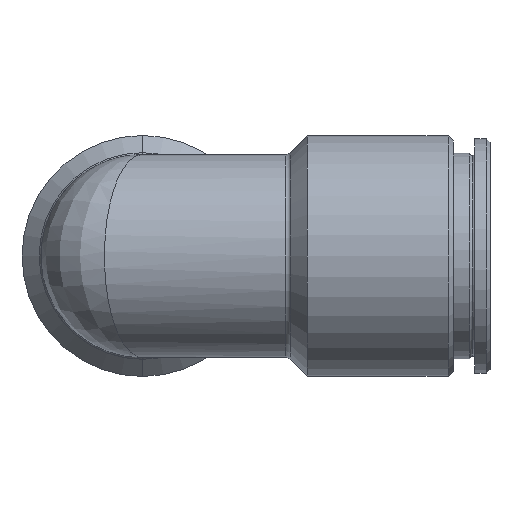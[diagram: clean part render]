
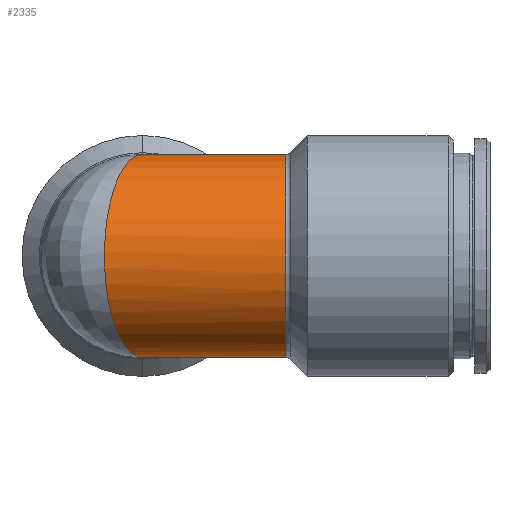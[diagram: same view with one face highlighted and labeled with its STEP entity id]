
A CAD part, left-side view. The second image highlights one B-rep face of the part: STEP entity #2335.
In plain terms, the highlighted cylindrical face has radius 8 mm (diameter 16 mm), a partial arc.
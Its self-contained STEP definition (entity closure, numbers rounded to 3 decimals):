
#3 = EDGE_CURVE ( 'NONE', #36, #2634, #10, .T. ) ;
#7 = DIRECTION ( 'NONE',  ( 0., -1., 0. ) ) ;
#8 = VECTOR ( 'NONE', #7, 1000. ) ;
#9 = CARTESIAN_POINT ( 'NONE',  ( 0., 22.627, -8. ) ) ;
#10 = LINE ( 'NONE', #9, #8 ) ;
#24 = EDGE_CURVE ( 'NONE', #32, #2673, #121, .T. ) ;
#32 = VERTEX_POINT ( 'NONE', #97 ) ;
#36 = VERTEX_POINT ( 'NONE', #115 ) ;
#55 = EDGE_CURVE ( 'NONE', #2634, #2673, #186, .T. ) ;
#97 = CARTESIAN_POINT ( 'NONE',  ( 0., 0., 8. ) ) ;
#103 = DIRECTION ( 'NONE',  ( 0., -1., 0. ) ) ;
#104 = VECTOR ( 'NONE', #103, 1000. ) ;
#115 = CARTESIAN_POINT ( 'NONE',  ( 0., 0., -8. ) ) ;
#118 = CARTESIAN_POINT ( 'NONE',  ( 0., 22.627, 8. ) ) ;
#121 = LINE ( 'NONE', #118, #104 ) ;
#186 = CIRCLE ( 'NONE', #194, 8. ) ;
#191 = DIRECTION ( 'NONE',  ( 0., 0., 1. ) ) ;
#192 = DIRECTION ( 'NONE',  ( 0., 1., 0. ) ) ;
#193 = CARTESIAN_POINT ( 'NONE',  ( 0., -11.293, 0. ) ) ;
#194 = AXIS2_PLACEMENT_3D ( 'NONE', #193, #192, #191 ) ;
#358 = CARTESIAN_POINT ( 'NONE',  ( 0., 0., 8. ) ) ;
#361 = CARTESIAN_POINT ( 'NONE',  ( -16., 6., -8. ) ) ;
#362 = CARTESIAN_POINT ( 'NONE',  ( -16., 6., 8. ) ) ;
#370 = CARTESIAN_POINT ( 'NONE',  ( 0., 0., -8. ) ) ;
#553 =( BOUNDED_CURVE ( )  B_SPLINE_CURVE ( 3, ( #358, #362, #361, #370 ),
 .UNSPECIFIED., .F., .F. ) 
 B_SPLINE_CURVE_WITH_KNOTS ( ( 4, 4 ),
 ( 1.571, 4.712 ),
 .UNSPECIFIED. ) 
 CURVE ( )  GEOMETRIC_REPRESENTATION_ITEM ( )  RATIONAL_B_SPLINE_CURVE ( ( 1., 0.333, 0.333, 1. ) ) 
 REPRESENTATION_ITEM ( '' )  );
#1204 = CYLINDRICAL_SURFACE ( 'NONE', #1214, 8. ) ;
#1205 = DIRECTION ( 'NONE',  ( 0., -1., 0. ) ) ;
#1206 = CARTESIAN_POINT ( 'NONE',  ( 0., 22.627, 0. ) ) ;
#1213 = FACE_OUTER_BOUND ( 'NONE', #2326, .T. ) ;
#1214 = AXIS2_PLACEMENT_3D ( 'NONE', #1206, #1205, #1216 ) ;
#1216 = DIRECTION ( 'NONE',  ( 0., 0., -1. ) ) ;
#1724 = CARTESIAN_POINT ( 'NONE',  ( 0., -11.293, -8. ) ) ;
#1750 = CARTESIAN_POINT ( 'NONE',  ( 0., -11.293, 8. ) ) ;
#2319 = EDGE_CURVE ( 'NONE', #32, #36, #553, .T. ) ;
#2326 = EDGE_LOOP ( 'NONE', ( #2329, #2342, #2341, #2343 ) ) ;
#2329 = ORIENTED_EDGE ( 'NONE', *, *, #24, .F. ) ;
#2335 = ADVANCED_FACE ( 'NONE', ( #1213 ), #1204, .T. ) ;
#2341 = ORIENTED_EDGE ( 'NONE', *, *, #3, .T. ) ;
#2342 = ORIENTED_EDGE ( 'NONE', *, *, #2319, .T. ) ;
#2343 = ORIENTED_EDGE ( 'NONE', *, *, #55, .T. ) ;
#2634 = VERTEX_POINT ( 'NONE', #1724 ) ;
#2673 = VERTEX_POINT ( 'NONE', #1750 ) ;
